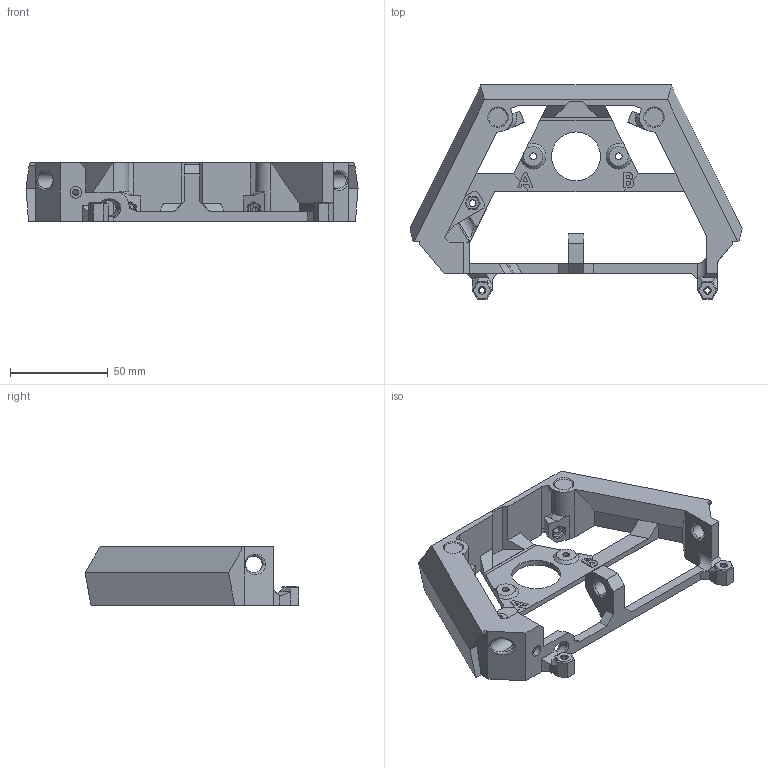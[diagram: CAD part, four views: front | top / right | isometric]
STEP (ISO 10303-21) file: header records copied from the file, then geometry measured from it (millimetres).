
FILE_DESCRIPTION (( 'STEP AP203' ), '1' );
FILE_NAME ('03_Fix cote.STEP', '2016-09-13T09:27:39', ( '' ), ( '' ), 'SwSTEP 2.0', 'SolidWorks 2016', '' );
FILE_SCHEMA (( 'CONFIG_CONTROL_DESIGN' ));
Length unit declared in the file: millimetre
Products named in the file (1): 03_Fix cote
Bounding box: 170.11 x 109.64 x 30 mm (x, y, z)
Volume: 102507.2 mm3; surface area: 41333 mm2
Topology: 1 solids, 1 shells, 395 faces, 1064 edges, 679 vertices
Faces by surface type: plane 241, cylinder 95, cone 29, bspline 19, torus 11
Entity records: 13629 total; most frequent: CARTESIAN_POINT 3868, ORIENTED_EDGE 2128, DIRECTION 1860, EDGE_CURVE 1064, VECTOR 740, LINE 740, VERTEX_POINT 679, AXIS2_PLACEMENT_3D 560
